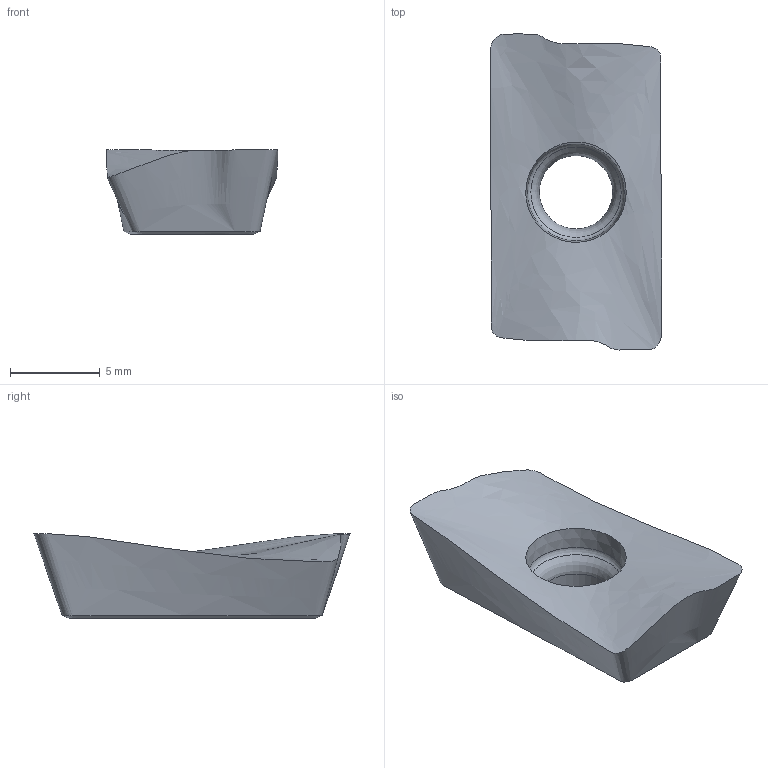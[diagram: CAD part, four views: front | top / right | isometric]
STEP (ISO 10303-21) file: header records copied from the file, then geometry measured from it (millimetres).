
FILE_DESCRIPTION(/* description */ (''),/* implementation_level */ '2;1');
FILE_NAME(/* name */ 'aaa330796_b.stp',/* time_stamp */ '2019-10-25T13:21:54+02:00',/* author */ (''),/* organization */ ('SMS'),/* preprocessor_version */ 'ST-DEVELOPER v16.7',/* originating_system */ 'SIEMENS PLM Software NX 12.0',/* authorisation */ '');
FILE_SCHEMA (('AUTOMOTIVE_DESIGN { 1 0 10303 214 3 1 1 1 }'));
Length unit declared in the file: millimetre
Products named in the file (1): AAA330796_B
Bounding box: 9.59 x 17.64 x 4.73 mm (x, y, z)
Volume: 419.7 mm3; surface area: 483 mm2
Topology: 1 solids, 1 shells, 8 faces, 20 edges, 15 vertices
Faces by surface type: bspline 3, torus 2, plane 1, cylinder 1, cone 1
Full cylindrical faces by diameter (mm): 4.1 x1
Entity records: 4087 total; most frequent: CARTESIAN_POINT 3900, DIRECTION 26, FACE_BOUND 16, EDGE_LOOP 16, ORIENTED_EDGE 16, AXIS2_PLACEMENT_3D 13, ADVANCED_FACE 8, VERTEX_POINT 8
